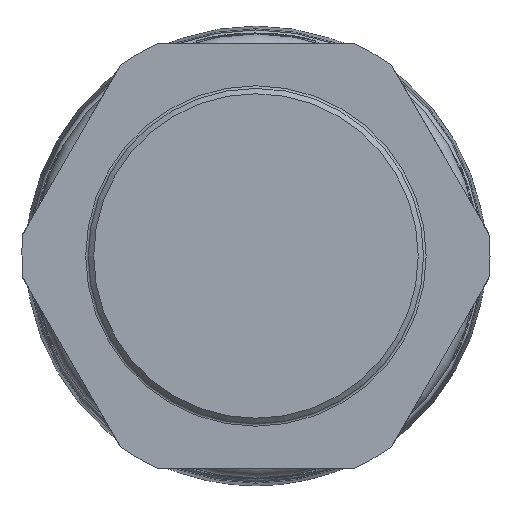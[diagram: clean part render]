
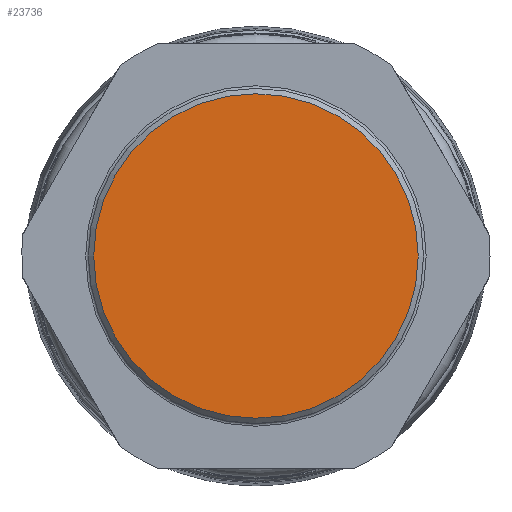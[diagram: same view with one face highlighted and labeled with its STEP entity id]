
A CAD part, left-side view. The second image highlights one B-rep face of the part: STEP entity #23736.
In plain terms, the highlighted planar face has unit normal (-1, 0, 0).
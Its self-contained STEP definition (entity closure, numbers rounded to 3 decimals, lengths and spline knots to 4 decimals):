
#2322=CIRCLE('',#25700,1.2008);
#2323=CIRCLE('',#25701,1.2008);
#3574=FACE_OUTER_BOUND('',#4897,.T.);
#4897=EDGE_LOOP('',(#18487,#18488));
#10362=VERTEX_POINT('',#38778);
#10363=VERTEX_POINT('',#38779);
#13298=EDGE_CURVE('',#10362,#10363,#2322,.T.);
#13299=EDGE_CURVE('',#10363,#10362,#2323,.T.);
#18487=ORIENTED_EDGE('',*,*,#13298,.F.);
#18488=ORIENTED_EDGE('',*,*,#13299,.F.);
#22833=PLANE('',#25699);
#23736=ADVANCED_FACE('',(#3574),#22833,.T.);
#25699=AXIS2_PLACEMENT_3D('',#38777,#29441,#29442);
#25700=AXIS2_PLACEMENT_3D('',#38780,#29443,#29444);
#25701=AXIS2_PLACEMENT_3D('',#38781,#29445,#29446);
#29441=DIRECTION('center_axis',(-1.,0.,0.));
#29442=DIRECTION('ref_axis',(0.,1.,0.));
#29443=DIRECTION('center_axis',(1.,0.,0.));
#29444=DIRECTION('ref_axis',(0.,-1.,0.));
#29445=DIRECTION('center_axis',(1.,0.,0.));
#29446=DIRECTION('ref_axis',(0.,-1.,0.));
#38777=CARTESIAN_POINT('Origin',(-2.1654,0.,
-1.2008));
#38778=CARTESIAN_POINT('',(-2.1654,0.,-1.2008));
#38779=CARTESIAN_POINT('',(-2.1654,0.,1.2008));
#38780=CARTESIAN_POINT('Origin',(-2.1654,0.,
0.));
#38781=CARTESIAN_POINT('Origin',(-2.1654,0.,
0.));
